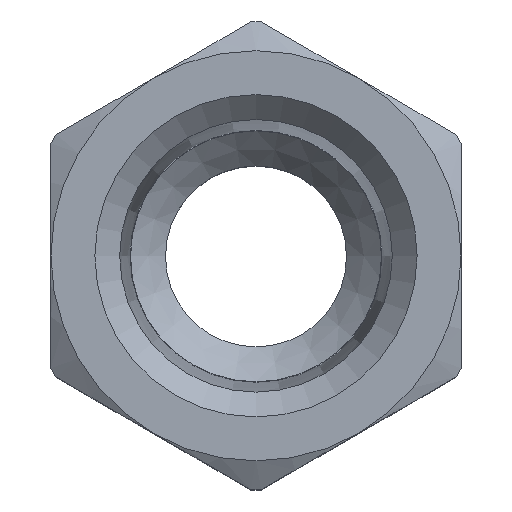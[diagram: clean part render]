
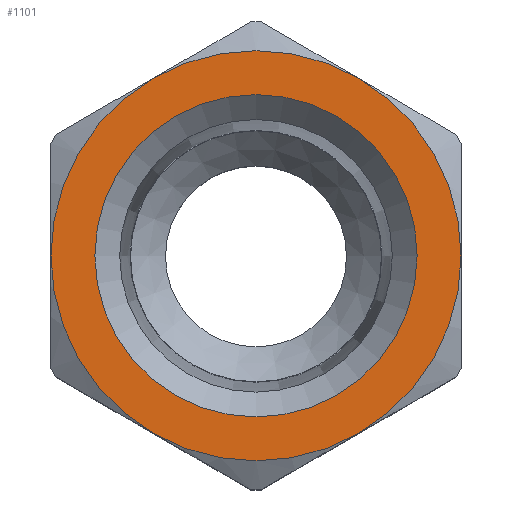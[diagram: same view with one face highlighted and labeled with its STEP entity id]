
A CAD part, top view. The second image highlights one B-rep face of the part: STEP entity #1101.
In plain terms, the highlighted planar face has unit normal (0, 0, 1).
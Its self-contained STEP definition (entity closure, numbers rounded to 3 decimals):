
#18=FACE_BOUND('',#204,.T.);
#23=CIRCLE('',#1139,8.5);
#24=CIRCLE('',#1152,8.5);
#36=CIRCLE('',#1195,6.68);
#38=CIRCLE('',#1199,8.5);
#39=CIRCLE('',#1200,8.5);
#40=CIRCLE('',#1201,8.5);
#41=CIRCLE('',#1202,8.5);
#140=FACE_OUTER_BOUND('',#203,.T.);
#203=EDGE_LOOP('',(#934,#935,#936,#937,#938,#939));
#204=EDGE_LOOP('',(#940));
#444=VERTEX_POINT('',#1517);
#445=VERTEX_POINT('',#1521);
#479=VERTEX_POINT('',#1628);
#485=VERTEX_POINT('',#1650);
#496=VERTEX_POINT('',#1685);
#512=VERTEX_POINT('',#1744);
#534=VERTEX_POINT('',#1847);
#546=EDGE_CURVE('',#445,#444,#23,.T.);
#597=EDGE_CURVE('',#485,#479,#24,.T.);
#676=EDGE_CURVE('',#534,#534,#36,.T.);
#680=EDGE_CURVE('',#479,#512,#38,.T.);
#681=EDGE_CURVE('',#512,#496,#39,.T.);
#682=EDGE_CURVE('',#496,#445,#40,.T.);
#683=EDGE_CURVE('',#444,#485,#41,.T.);
#934=ORIENTED_EDGE('',*,*,#597,.T.);
#935=ORIENTED_EDGE('',*,*,#680,.T.);
#936=ORIENTED_EDGE('',*,*,#681,.T.);
#937=ORIENTED_EDGE('',*,*,#682,.T.);
#938=ORIENTED_EDGE('',*,*,#546,.T.);
#939=ORIENTED_EDGE('',*,*,#683,.T.);
#940=ORIENTED_EDGE('',*,*,#676,.F.);
#1052=PLANE('',#1198);
#1101=ADVANCED_FACE('',(#140,#18),#1052,.T.);
#1139=AXIS2_PLACEMENT_3D('',#1522,#1237,#1238);
#1152=AXIS2_PLACEMENT_3D('',#1651,#1300,#1301);
#1195=AXIS2_PLACEMENT_3D('',#1848,#1434,#1435);
#1198=AXIS2_PLACEMENT_3D('',#1854,#1442,#1443);
#1199=AXIS2_PLACEMENT_3D('',#1855,#1444,#1445);
#1200=AXIS2_PLACEMENT_3D('',#1856,#1446,#1447);
#1201=AXIS2_PLACEMENT_3D('',#1857,#1448,#1449);
#1202=AXIS2_PLACEMENT_3D('',#1858,#1450,#1451);
#1237=DIRECTION('center_axis',(0.,0.,1.));
#1238=DIRECTION('ref_axis',(1.,0.,0.));
#1300=DIRECTION('center_axis',(0.,0.,1.));
#1301=DIRECTION('ref_axis',(1.,0.,0.));
#1434=DIRECTION('center_axis',(0.,0.,1.));
#1435=DIRECTION('ref_axis',(-1.,0.,0.));
#1442=DIRECTION('center_axis',(0.,0.,1.));
#1443=DIRECTION('ref_axis',(1.,0.,0.));
#1444=DIRECTION('center_axis',(0.,0.,1.));
#1445=DIRECTION('ref_axis',(1.,0.,0.));
#1446=DIRECTION('center_axis',(0.,0.,1.));
#1447=DIRECTION('ref_axis',(1.,0.,0.));
#1448=DIRECTION('center_axis',(0.,0.,1.));
#1449=DIRECTION('ref_axis',(1.,0.,0.));
#1450=DIRECTION('center_axis',(0.,0.,1.));
#1451=DIRECTION('ref_axis',(1.,0.,0.));
#1517=CARTESIAN_POINT('',(4.25,7.361,22.));
#1521=CARTESIAN_POINT('',(8.5,0.,22.));
#1522=CARTESIAN_POINT('Origin',(0.,0.,22.));
#1628=CARTESIAN_POINT('',(-8.5,0.,22.));
#1650=CARTESIAN_POINT('',(-4.25,7.361,22.));
#1651=CARTESIAN_POINT('Origin',(0.,0.,22.));
#1685=CARTESIAN_POINT('',(4.25,-7.361,22.));
#1744=CARTESIAN_POINT('',(-4.25,-7.361,22.));
#1847=CARTESIAN_POINT('',(6.68,0.,22.));
#1848=CARTESIAN_POINT('Origin',(0.,0.,22.));
#1854=CARTESIAN_POINT('Origin',(0.,0.,
22.));
#1855=CARTESIAN_POINT('Origin',(0.,0.,22.));
#1856=CARTESIAN_POINT('Origin',(0.,0.,22.));
#1857=CARTESIAN_POINT('Origin',(0.,0.,22.));
#1858=CARTESIAN_POINT('Origin',(0.,0.,22.));
